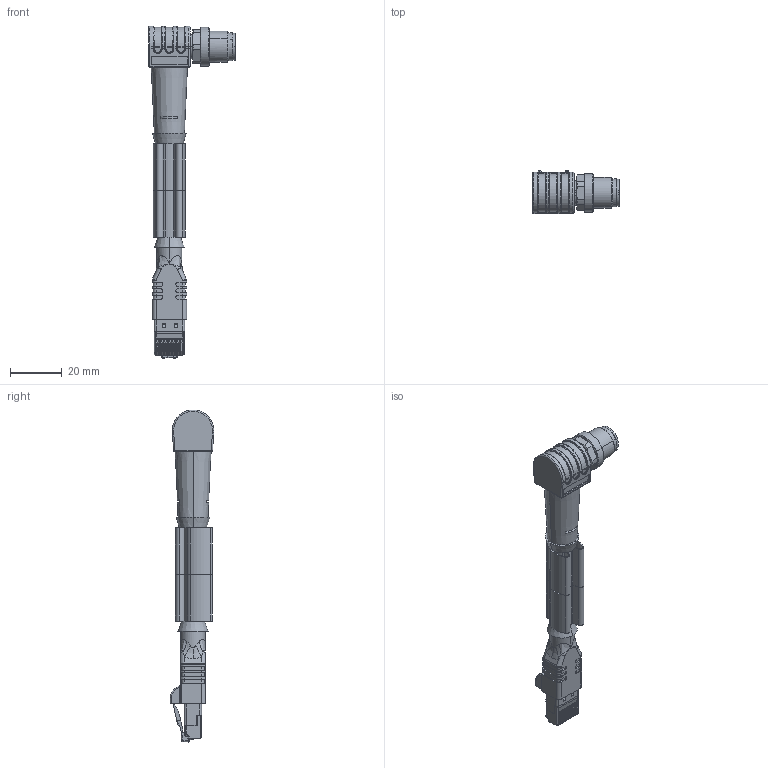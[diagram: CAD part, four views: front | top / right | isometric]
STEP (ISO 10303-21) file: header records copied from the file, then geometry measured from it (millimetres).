
FILE_DESCRIPTION(('CATIA V5 STEP Exchange','CAx-IF Rec.Pracs.--- Model Styling and Organization---1.4--- 2014-01-23'),'2;1');
FILE_NAME ('1149841-2_1', '2019-11-28T10:18:46+00:00', ('none'), ('Weidmueller'), 'CATIA Version 5-6 Release 2016 SP3 HF44', 'CATIA V5 STEP AP214', 'none');
FILE_SCHEMA(('AUTOMOTIVE_DESIGN { 1 0 10303 214 1 1 1 1 }'));
Length unit declared in the file: millimetre
Products named in the file (1): 2694510050
Bounding box: 33.5 x 16.83 x 128.2 mm (x, y, z)
Volume: 15379.7 mm3; surface area: 12586.5 mm2
Topology: 9 solids, 9 shells, 1134 faces, 3105 edges, 1976 vertices
Faces by surface type: plane 453, cylinder 437, torus 82, bspline 56, cone 48, sphere 44, extrusion 14
Entity records: 38186 total; most frequent: CARTESIAN_POINT 11594, ORIENTED_EDGE 6114, DIRECTION 4401, EDGE_CURVE 3050, VERTEX_POINT 1968, AXIS2_PLACEMENT_3D 1801, VECTOR 1620, LINE 1606
